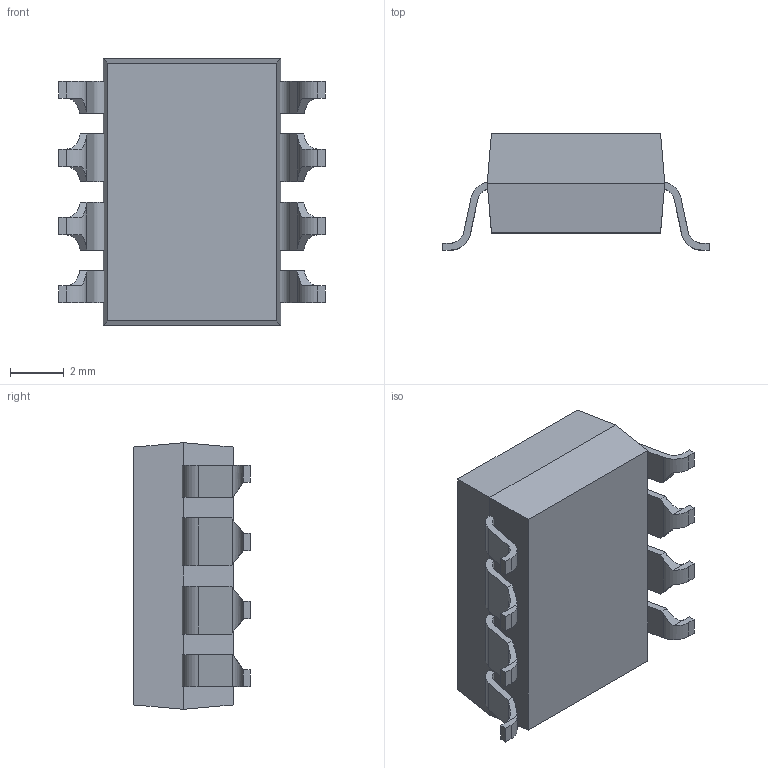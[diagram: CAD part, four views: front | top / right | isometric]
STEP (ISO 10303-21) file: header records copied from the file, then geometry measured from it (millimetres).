
FILE_DESCRIPTION (( 'STEP AP214' ), '1' );
FILE_NAME ('User Library-8-pin-DIP_GW_HCPL-4200-300E.STEP', '2014-11-13T12:18:40', ( 'Windows User' ), ( '' ), 'SwSTEP 2.0', 'SolidWorks 2014', '' );
FILE_SCHEMA (( 'AUTOMOTIVE_DESIGN' ));
Length unit declared in the file: millimetre
Products named in the file (1): User Library-8-pin-DIP_GW_HCPL-4200-300E
Bounding box: 9.9 x 4.33 x 9.9 mm (x, y, z)
Volume: 249.1 mm3; surface area: 410.2 mm2
Topology: 5 solids, 5 shells, 125 faces, 322 edges, 208 vertices
Faces by surface type: plane 91, cylinder 34
Entity records: 3932 total; most frequent: CARTESIAN_POINT 728, ORIENTED_EDGE 644, DIRECTION 606, EDGE_CURVE 322, VECTOR 242, LINE 242, VERTEX_POINT 208, AXIS2_PLACEMENT_3D 182
